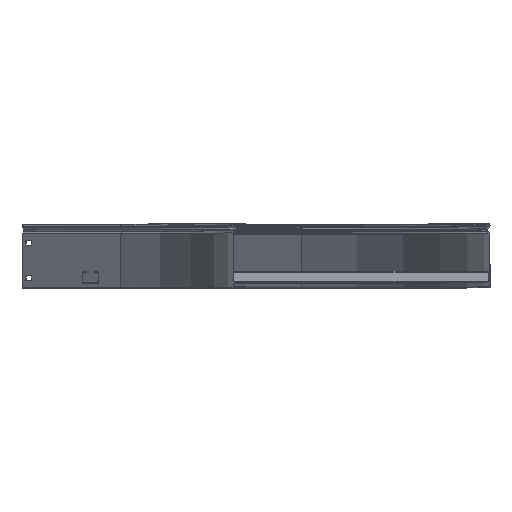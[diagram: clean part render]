
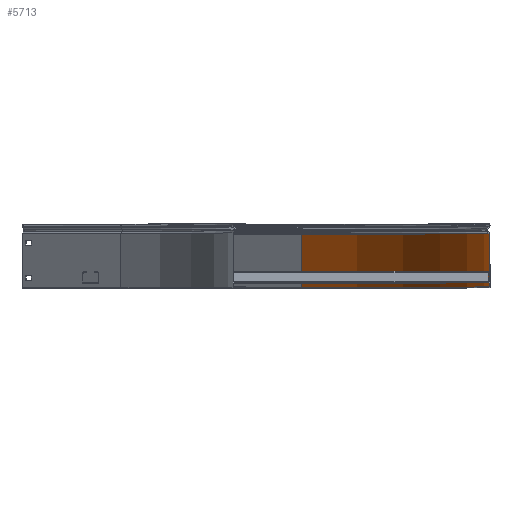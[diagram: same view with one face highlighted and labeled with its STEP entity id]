
A CAD part, top view. The second image highlights one B-rep face of the part: STEP entity #5713.
In plain terms, the highlighted cylindrical face has radius 1001 mm (diameter 2002 mm), a partial arc.
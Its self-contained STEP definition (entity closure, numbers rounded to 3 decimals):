
#186 = LINE ( 'NONE', #3497, #1685 ) ;
#344 = LINE ( 'NONE', #8028, #6928 ) ;
#347 = CARTESIAN_POINT ( 'NONE',  ( 1001., 1.2, 0. ) ) ;
#362 = DIRECTION ( 'NONE',  ( 0., 1., 0. ) ) ;
#458 = DIRECTION ( 'NONE',  ( 0., 1., 0. ) ) ;
#738 = ORIENTED_EDGE ( 'NONE', *, *, #7403, .T. ) ;
#865 = EDGE_LOOP ( 'NONE', ( #2887, #6590, #738, #5233 ) ) ;
#1152 = DIRECTION ( 'NONE',  ( 0., 0., 1. ) ) ;
#1345 = AXIS2_PLACEMENT_3D ( 'NONE', #3379, #5999, #7929 ) ;
#1602 = DIRECTION ( 'NONE',  ( 0., 1., 0. ) ) ;
#1685 = VECTOR ( 'NONE', #2839, 1000. ) ;
#2238 = CARTESIAN_POINT ( 'NONE',  ( 707.814, 1.2, -707.814 ) ) ;
#2299 = CIRCLE ( 'NONE', #1345, 1001. ) ;
#2839 = DIRECTION ( 'NONE',  ( 0., 1., 0. ) ) ;
#2887 = ORIENTED_EDGE ( 'NONE', *, *, #6274, .T. ) ;
#3079 = VERTEX_POINT ( 'NONE', #347 ) ;
#3379 = CARTESIAN_POINT ( 'NONE',  ( 0., 1.2, 0. ) ) ;
#3487 = CARTESIAN_POINT ( 'NONE',  ( 707.814, 84.499, -707.814 ) ) ;
#3497 = CARTESIAN_POINT ( 'NONE',  ( 1001., 0., 0. ) ) ;
#3635 = CYLINDRICAL_SURFACE ( 'NONE', #7911, 1001. ) ;
#4283 = CARTESIAN_POINT ( 'NONE',  ( 0., 0., 0. ) ) ;
#4335 = VERTEX_POINT ( 'NONE', #3487 ) ;
#4394 = VERTEX_POINT ( 'NONE', #8038 ) ;
#5109 = EDGE_CURVE ( 'NONE', #8090, #4335, #344, .T. ) ;
#5233 = ORIENTED_EDGE ( 'NONE', *, *, #8085, .T. ) ;
#5713 = ADVANCED_FACE ( 'NONE', ( #6818 ), #3635, .F. ) ;
#5999 = DIRECTION ( 'NONE',  ( 0., -1., 0. ) ) ;
#6274 = EDGE_CURVE ( 'NONE', #4394, #4335, #6313, .T. ) ;
#6313 = CIRCLE ( 'NONE', #6875, 1001. ) ;
#6590 = ORIENTED_EDGE ( 'NONE', *, *, #5109, .F. ) ;
#6625 = DIRECTION ( 'NONE',  ( 0., 0., 1. ) ) ;
#6650 = CARTESIAN_POINT ( 'NONE',  ( 0., 84.499, 0. ) ) ;
#6818 = FACE_OUTER_BOUND ( 'NONE', #865, .T. ) ;
#6875 = AXIS2_PLACEMENT_3D ( 'NONE', #6650, #1602, #6625 ) ;
#6928 = VECTOR ( 'NONE', #362, 1000. ) ;
#7403 = EDGE_CURVE ( 'NONE', #8090, #3079, #2299, .T. ) ;
#7911 = AXIS2_PLACEMENT_3D ( 'NONE', #4283, #458, #1152 ) ;
#7929 = DIRECTION ( 'NONE',  ( 0., 0., 1. ) ) ;
#8028 = CARTESIAN_POINT ( 'NONE',  ( 707.814, 2.2, -707.814 ) ) ;
#8038 = CARTESIAN_POINT ( 'NONE',  ( 1001., 84.499, 0. ) ) ;
#8085 = EDGE_CURVE ( 'NONE', #3079, #4394, #186, .T. ) ;
#8090 = VERTEX_POINT ( 'NONE', #2238 ) ;
